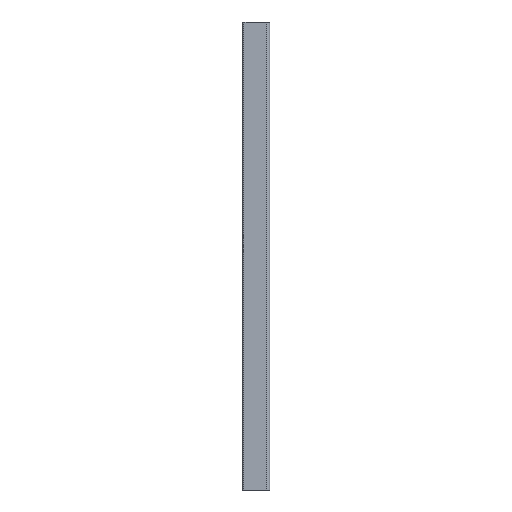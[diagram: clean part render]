
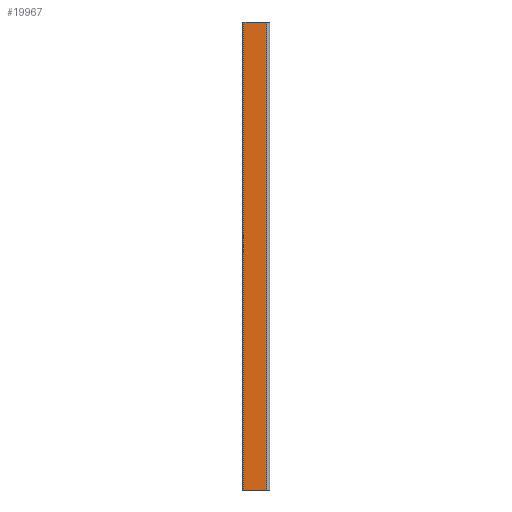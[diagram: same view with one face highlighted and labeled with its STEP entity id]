
A CAD part, left-side view. The second image highlights one B-rep face of the part: STEP entity #19967.
In plain terms, the highlighted planar face has unit normal (-1, 0, 0).
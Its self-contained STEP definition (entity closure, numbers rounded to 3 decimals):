
#174 = LINE ( 'NONE', #3862, #6454 ) ;
#871 = DIRECTION ( 'NONE',  ( 0., -1., 0. ) ) ;
#2008 = CARTESIAN_POINT ( 'NONE',  ( -20.5, 4.5, 700. ) ) ;
#2412 = CARTESIAN_POINT ( 'NONE',  ( -20.5, 4.5, 700. ) ) ;
#2659 = VERTEX_POINT ( 'NONE', #14630 ) ;
#2866 = VERTEX_POINT ( 'NONE', #20398 ) ;
#3707 = VERTEX_POINT ( 'NONE', #9893 ) ;
#3799 = DIRECTION ( 'NONE',  ( 0., 0., -1. ) ) ;
#3862 = CARTESIAN_POINT ( 'NONE',  ( -20.5, 38.5, 700. ) ) ;
#3924 = CARTESIAN_POINT ( 'NONE',  ( -20.5, 4.5, 700. ) ) ;
#5343 = DIRECTION ( 'NONE',  ( 0., 0., -1. ) ) ;
#5761 = VECTOR ( 'NONE', #871, 1000. ) ;
#6104 = EDGE_CURVE ( 'NONE', #13876, #2659, #19974, .T. ) ;
#6454 = VECTOR ( 'NONE', #5343, 1000. ) ;
#7221 = CARTESIAN_POINT ( 'NONE',  ( -20.5, 4.5, 0. ) ) ;
#7545 = ORIENTED_EDGE ( 'NONE', *, *, #7555, .T. ) ;
#7555 = EDGE_CURVE ( 'NONE', #3707, #13876, #174, .T. ) ;
#8002 = ORIENTED_EDGE ( 'NONE', *, *, #6104, .T. ) ;
#9079 = DIRECTION ( 'NONE',  ( 0., 0., -1. ) ) ;
#9893 = CARTESIAN_POINT ( 'NONE',  ( -20.5, 38.5, 700. ) ) ;
#12440 = EDGE_CURVE ( 'NONE', #2866, #2659, #20046, .T. ) ;
#13377 = FACE_OUTER_BOUND ( 'NONE', #20170, .T. ) ;
#13458 = VECTOR ( 'NONE', #16243, 1000. ) ;
#13589 = DIRECTION ( 'NONE',  ( 1., 0., 0. ) ) ;
#13876 = VERTEX_POINT ( 'NONE', #20575 ) ;
#13964 = EDGE_CURVE ( 'NONE', #3707, #2866, #18143, .T. ) ;
#14630 = CARTESIAN_POINT ( 'NONE',  ( -20.5, 4.5, 0. ) ) ;
#14734 = AXIS2_PLACEMENT_3D ( 'NONE', #2412, #13589, #3799 ) ;
#15076 = VECTOR ( 'NONE', #9079, 1000. ) ;
#15217 = ORIENTED_EDGE ( 'NONE', *, *, #12440, .F. ) ;
#16243 = DIRECTION ( 'NONE',  ( 0., -1., 0. ) ) ;
#18143 = LINE ( 'NONE', #2008, #13458 ) ;
#19710 = PLANE ( 'NONE',  #14734 ) ;
#19777 = ORIENTED_EDGE ( 'NONE', *, *, #13964, .F. ) ;
#19967 = ADVANCED_FACE ( 'NONE', ( #13377 ), #19710, .F. ) ;
#19974 = LINE ( 'NONE', #7221, #5761 ) ;
#20046 = LINE ( 'NONE', #3924, #15076 ) ;
#20170 = EDGE_LOOP ( 'NONE', ( #8002, #15217, #19777, #7545 ) ) ;
#20398 = CARTESIAN_POINT ( 'NONE',  ( -20.5, 4.5, 700. ) ) ;
#20575 = CARTESIAN_POINT ( 'NONE',  ( -20.5, 38.5, 0. ) ) ;
